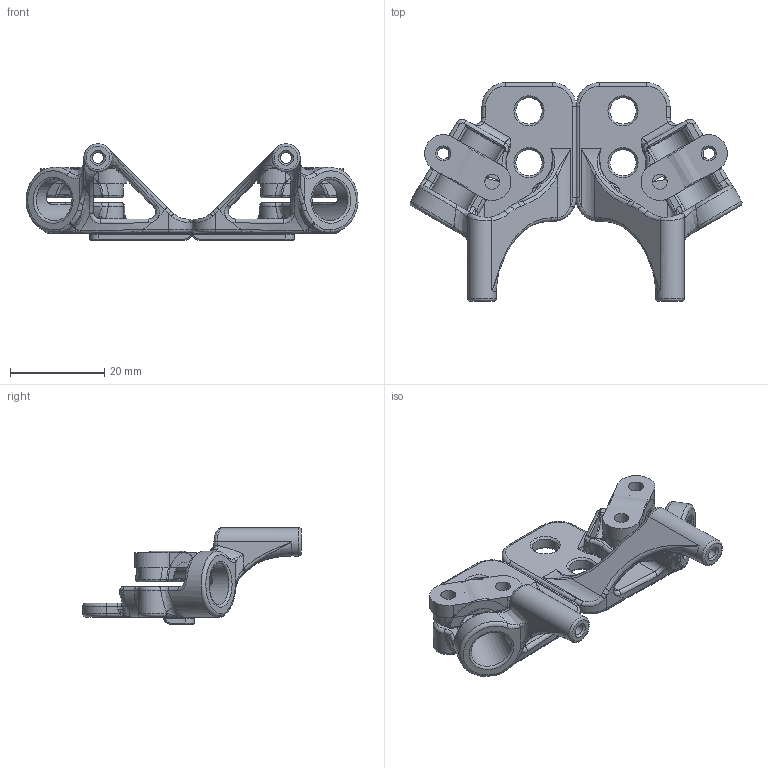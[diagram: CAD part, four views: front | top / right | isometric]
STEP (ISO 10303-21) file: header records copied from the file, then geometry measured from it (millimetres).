
FILE_DESCRIPTION(/* description */ (''),/* implementation_level */ '2;1');
FILE_NAME(/* name */ 'MP_DooKi3_SLM_Z_Maxwell_Front_V4.step',/* time_stamp */ '2024-09-09T22:41:26-04:00',/* author */ (''),/* organization */ (''),/* preprocessor_version */ 'ST-DEVELOPER v20',/* originating_system */ 'Autodesk Translation Framework v13.14.0.145',/* authorisation */ '');
FILE_SCHEMA (('AUTOMOTIVE_DESIGN { 1 0 10303 214 3 1 1 }'));
Length unit declared in the file: millimetre
Products named in the file (7): MP_DooKi3_SLM_Z_Maxwell_Front_V4; MP_DooKi3_SLM_Z_Maxwell_ClampPlate_V3; MP_DooKi3_SLM_Z_Maxwell_Mount_Front_V3; MP_DooKi3_SLM_Z_Maxwell_Mount_Front_Mirror_V3; MP_DooKi3_SLM_Z_Maxwell_Clamp_V3; MP_DooKi3_SLM_Z_Maxwell_ClampPlate_V3(Mirror); MP_DooKi3_SLM_Z_Maxwell_Clamp_V3 v1(Mirror)
Assembly tree (6 placements, depth 2):
  MP_DooKi3_SLM_Z_Maxwell_Front_V4
    MP_DooKi3_SLM_Z_Maxwell_ClampPlate_V3
    MP_DooKi3_SLM_Z_Maxwell_Mount_Front_V3
    MP_DooKi3_SLM_Z_Maxwell_Mount_Front_Mirror_V3
    MP_DooKi3_SLM_Z_Maxwell_Clamp_V3
    MP_DooKi3_SLM_Z_Maxwell_ClampPlate_V3(Mirror)
    MP_DooKi3_SLM_Z_Maxwell_Clamp_V3 v1(Mirror)
Bounding box: 70.61 x 46.5 x 20.5 mm (x, y, z)
Volume: 9195.9 mm3; surface area: 8758.9 mm2
Topology: 6 solids, 6 shells, 720 faces, 1746 edges, 970 vertices
Faces by surface type: bspline 308, cylinder 196, torus 110, plane 72, cone 24, sphere 10
Full cylindrical faces by diameter (mm): 2.4 x6, 3.2 x4, 3.6 x4, 5.6 x4, 6 x2, 8.8 x2
Entity records: 29132 total; most frequent: CARTESIAN_POINT 13945, ORIENTED_EDGE 3388, DIRECTION 2754, EDGE_CURVE 1694, AXIS2_PLACEMENT_3D 1189, VERTEX_POINT 970, EDGE_LOOP 748, FACE_OUTER_BOUND 720
